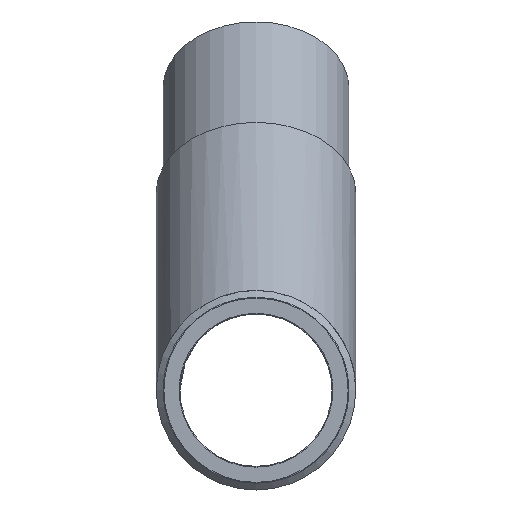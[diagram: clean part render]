
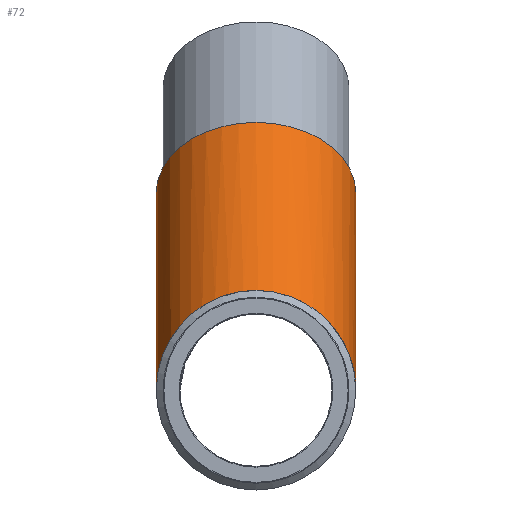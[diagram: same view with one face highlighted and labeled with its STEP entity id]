
A CAD part, left-side view. The second image highlights one B-rep face of the part: STEP entity #72.
In plain terms, the highlighted cylindrical face has radius 59.013 mm (diameter 118.026 mm), a full revolution.
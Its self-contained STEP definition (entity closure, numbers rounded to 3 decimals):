
#72 = ADVANCED_FACE( '', ( #157, #158 ), #159, .T. );
#157 = FACE_OUTER_BOUND( '', #238, .T. );
#158 = FACE_OUTER_BOUND( '', #239, .T. );
#159 = CYLINDRICAL_SURFACE( '', #240, 59.013 );
#238 = EDGE_LOOP( '', ( #346 ) );
#239 = EDGE_LOOP( '', ( #347, #348 ) );
#240 = AXIS2_PLACEMENT_3D( '', #349, #350, #351 );
#346 = ORIENTED_EDGE( '', *, *, #396, .F. );
#347 = ORIENTED_EDGE( '', *, *, #373, .T. );
#348 = ORIENTED_EDGE( '', *, *, #372, .T. );
#349 = CARTESIAN_POINT( '', ( 309.898, 0., 178.898 ) );
#350 = DIRECTION( '', ( -0.707, 0., -0.707 ) );
#351 = DIRECTION( '', ( 0.707, 0., -0.707 ) );
#372 = EDGE_CURVE( '', #416, #417, #418, .T. );
#373 = EDGE_CURVE( '', #417, #416, #419, .F. );
#396 = EDGE_CURVE( '', #454, #454, #455, .T. );
#416 = VERTEX_POINT( '', #476 );
#417 = VERTEX_POINT( '', #477 );
#418 = ELLIPSE( '', #478, 63.875, 59.013 );
#419 = ELLIPSE( '', #479, 154.208, 59.013 );
#454 = VERTEX_POINT( '', #514 );
#455 = CIRCLE( '', #515, 59.013 );
#476 = CARTESIAN_POINT( '', ( 131., 59.013, 0. ) );
#477 = CARTESIAN_POINT( '', ( 131., -59.013, 0. ) );
#478 = AXIS2_PLACEMENT_3D( '', #538, #539, #540 );
#479 = AXIS2_PLACEMENT_3D( '', #541, #542, #543 );
#514 = CARTESIAN_POINT( '', ( 289.392, 0., 74.935 ) );
#515 = AXIS2_PLACEMENT_3D( '', #580, #581, #582 );
#538 = CARTESIAN_POINT( '', ( 131., 0., 0. ) );
#539 = DIRECTION( '', ( 0.924, 0., 0.383 ) );
#540 = DIRECTION( '', ( 0.383, 0., -0.924 ) );
#541 = CARTESIAN_POINT( '', ( 131., 0., 0. ) );
#542 = DIRECTION( '', ( 0.383, 0., -0.924 ) );
#543 = DIRECTION( '', ( 0.924, 0., 0.383 ) );
#580 = CARTESIAN_POINT( '', ( 247.664, 0., 116.664 ) );
#581 = DIRECTION( '', ( 0.707, 0., 0.707 ) );
#582 = DIRECTION( '', ( 0.707, 0., -0.707 ) );
